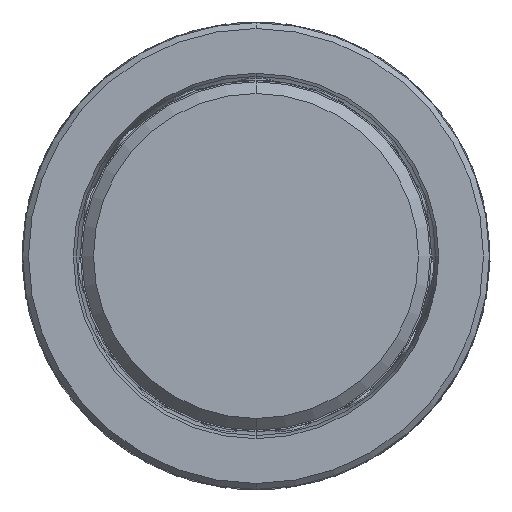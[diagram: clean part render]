
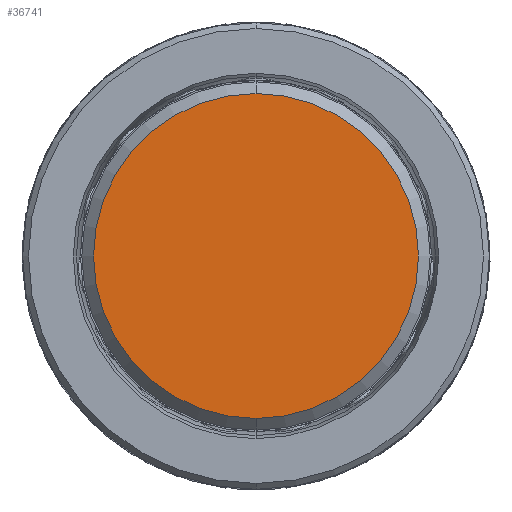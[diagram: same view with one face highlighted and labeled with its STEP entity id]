
A CAD part, front view. The second image highlights one B-rep face of the part: STEP entity #36741.
In plain terms, the highlighted planar face has unit normal (0, -1, 0).
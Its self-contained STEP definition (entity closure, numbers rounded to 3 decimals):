
#8 = DIRECTION ( 'NONE',  ( 0., -1., 0. ) ) ;
#3443 = EDGE_CURVE ( 'NONE', #32275, #21960, #26049, .T. ) ;
#4218 = AXIS2_PLACEMENT_3D ( 'NONE', #28749, #8, #43317 ) ;
#7238 = CARTESIAN_POINT ( 'NONE',  ( 0., 0., 0. ) ) ;
#7850 = DIRECTION ( 'NONE',  ( 0., -1., 0. ) ) ;
#11779 = ORIENTED_EDGE ( 'NONE', *, *, #3443, .T. ) ;
#14466 = DIRECTION ( 'NONE',  ( 0., 0., 1. ) ) ;
#15664 = CIRCLE ( 'NONE', #4218, 27.75 ) ;
#19138 = CARTESIAN_POINT ( 'NONE',  ( 0., 0., 0. ) ) ;
#21960 = VERTEX_POINT ( 'NONE', #34256 ) ;
#23884 = EDGE_LOOP ( 'NONE', ( #11779, #25609 ) ) ;
#25609 = ORIENTED_EDGE ( 'NONE', *, *, #26338, .T. ) ;
#26049 = CIRCLE ( 'NONE', #43794, 27.75 ) ;
#26069 = PLANE ( 'NONE',  #42541 ) ;
#26338 = EDGE_CURVE ( 'NONE', #21960, #32275, #15664, .T. ) ;
#28577 = CARTESIAN_POINT ( 'NONE',  ( 0., 0., 27.75 ) ) ;
#28749 = CARTESIAN_POINT ( 'NONE',  ( 0., 0., 0. ) ) ;
#31445 = DIRECTION ( 'NONE',  ( 0., 0., 1. ) ) ;
#32275 = VERTEX_POINT ( 'NONE', #28577 ) ;
#34256 = CARTESIAN_POINT ( 'NONE',  ( 0., 0., -27.75 ) ) ;
#36741 = ADVANCED_FACE ( 'NONE', ( #40001 ), #26069, .F. ) ;
#40001 = FACE_OUTER_BOUND ( 'NONE', #23884, .T. ) ;
#42541 = AXIS2_PLACEMENT_3D ( 'NONE', #19138, #44281, #31445 ) ;
#43317 = DIRECTION ( 'NONE',  ( 0., 0., 1. ) ) ;
#43794 = AXIS2_PLACEMENT_3D ( 'NONE', #7238, #7850, #14466 ) ;
#44281 = DIRECTION ( 'NONE',  ( 0., 1., 0. ) ) ;
